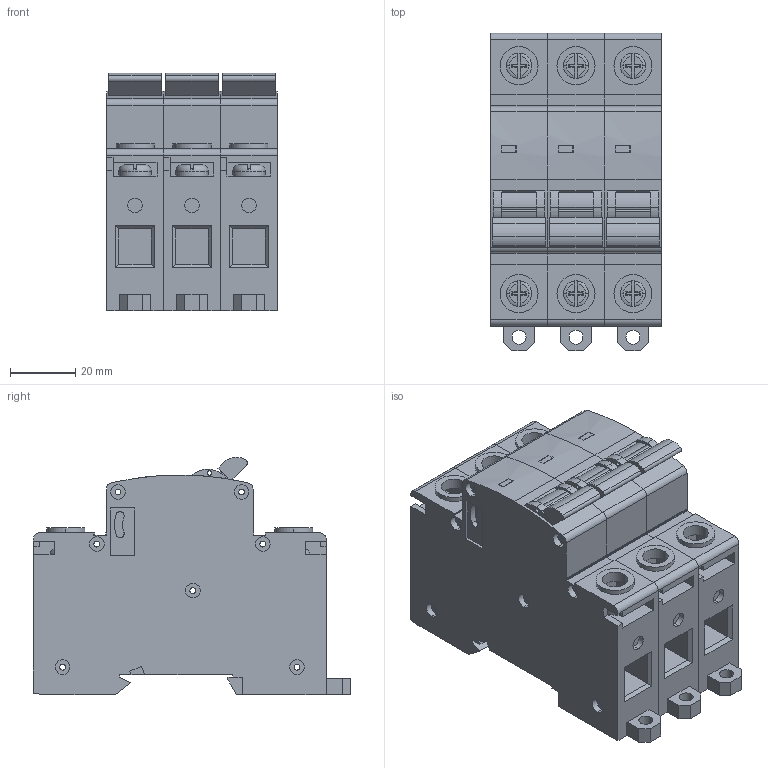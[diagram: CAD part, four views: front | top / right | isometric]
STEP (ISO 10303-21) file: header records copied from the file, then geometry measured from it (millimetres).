
FILE_DESCRIPTION (( 'STEP AP203' ), '1' );
FILE_NAME ('Âûêëþ÷àòåëü íàãðóçêè AVN 3P 100(125)A EKF AVERES (avn-3-100(125)-av).STEP', '2022-06-07T08:34:21', ( '' ), ( '' ), 'SwSTEP 2.0', 'SolidWorks 2021', '' );
FILE_SCHEMA (( 'CONFIG_CONTROL_DESIGN' ));
Length unit declared in the file: millimetre
Products named in the file (1): Âûêëþ÷àòåëü íàãðóçêè AVN 3P 100(125)A EKF AVERES (avn-3-100(125)-av)
Bounding box: 52.5 x 97.5 x 73 mm (x, y, z)
Volume: 243169.6 mm3; surface area: 64440.9 mm2
Topology: 3 solids, 3 shells, 822 faces, 2142 edges, 1404 vertices
Faces by surface type: plane 555, cylinder 255, torus 12
Entity records: 25565 total; most frequent: CARTESIAN_POINT 4645, DIRECTION 4334, ORIENTED_EDGE 4284, EDGE_CURVE 2142, VECTOR 1524, LINE 1524, AXIS2_PLACEMENT_3D 1405, VERTEX_POINT 1404
